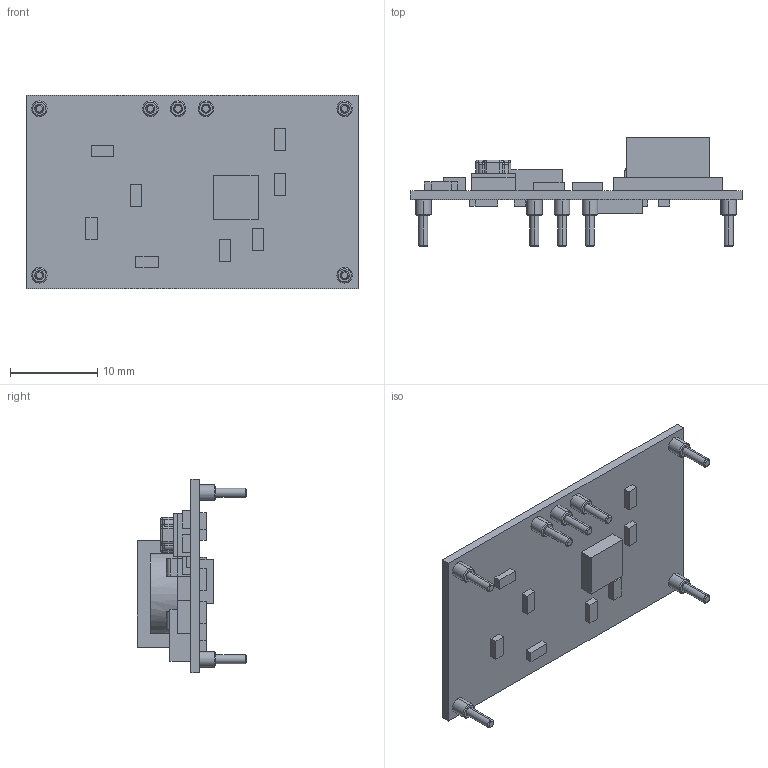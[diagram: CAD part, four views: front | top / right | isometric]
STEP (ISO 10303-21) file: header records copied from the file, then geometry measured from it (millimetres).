
FILE_DESCRIPTION (( 'STEP AP214' ), '1' );
FILE_NAME ('PTN78020WAD.STEP', '2021-11-11T14:56:58', ( '' ), ( '' ), 'SwSTEP 2.0', 'SolidWorks 2017', '' );
FILE_SCHEMA (( 'AUTOMOTIVE_DESIGN' ));
Length unit declared in the file: inch
Products named in the file (1): PTN78020WAD
Bounding box: 37.97 x 12.55 x 22.1 mm (x, y, z)
Volume: 1889.5 mm3; surface area: 3865.7 mm2
Topology: 40 solids, 40 shells, 414 faces, 882 edges, 550 vertices
Faces by surface type: plane 254, cylinder 88, torus 32, cone 28, sphere 8, bspline 4
Entity records: 11557 total; most frequent: CARTESIAN_POINT 2047, DIRECTION 1910, ORIENTED_EDGE 1740, EDGE_CURVE 870, AXIS2_PLACEMENT_3D 661, VECTOR 588, LINE 588, VERTEX_POINT 550
